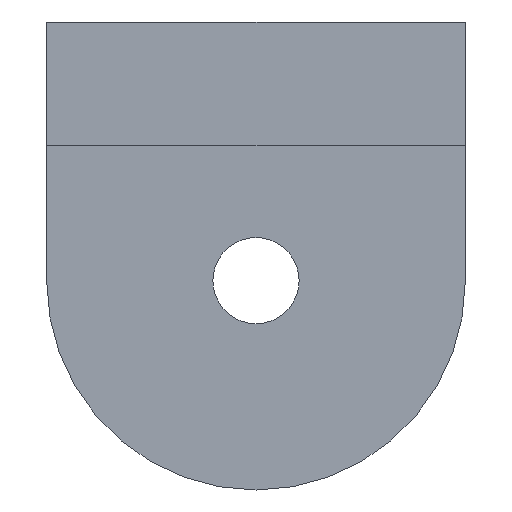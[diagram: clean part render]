
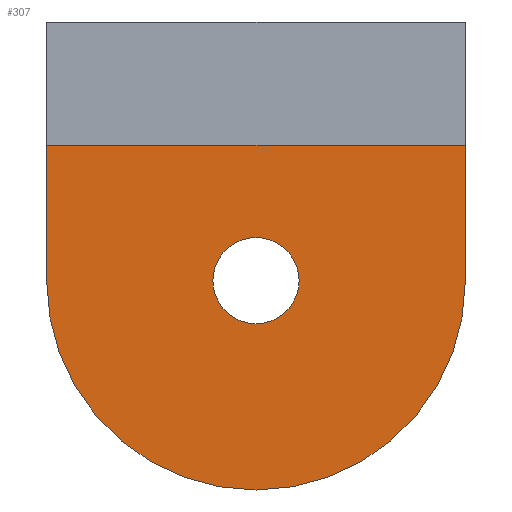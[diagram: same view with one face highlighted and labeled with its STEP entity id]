
A CAD part, left-side view. The second image highlights one B-rep face of the part: STEP entity #307.
In plain terms, the highlighted planar face has unit normal (-1, 0, 0).
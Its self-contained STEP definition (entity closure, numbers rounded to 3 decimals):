
#33 = VERTEX_POINT('',#34);
#34 = CARTESIAN_POINT('',(-82.108,-122.61,-155.));
#43 = CYLINDRICAL_SURFACE('',#44,8.5);
#44 = AXIS2_PLACEMENT_3D('',#45,#46,#47);
#45 = CARTESIAN_POINT('',(-82.108,-114.11,-155.));
#46 = DIRECTION('',(-1.,-0.,-0.));
#47 = DIRECTION('',(0.,1.,0.));
#55 = PLANE('',#56);
#56 = AXIS2_PLACEMENT_3D('',#57,#58,#59);
#57 = CARTESIAN_POINT('',(-82.108,-122.61,-155.));
#58 = DIRECTION('',(0.,-1.,0.));
#59 = DIRECTION('',(0.,0.,1.));
#97 = VERTEX_POINT('',#98);
#98 = CARTESIAN_POINT('',(-82.108,-105.61,-155.));
#112 = PLANE('',#113);
#113 = AXIS2_PLACEMENT_3D('',#114,#115,#116);
#114 = CARTESIAN_POINT('',(-82.108,-105.61,-149.5));
#115 = DIRECTION('',(0.,1.,0.));
#116 = DIRECTION('',(0.,0.,-1.));
#124 = EDGE_CURVE('',#33,#97,#125,.T.);
#125 = SURFACE_CURVE('',#126,(#131,#138),.PCURVE_S1.);
#126 = CIRCLE('',#127,8.5);
#127 = AXIS2_PLACEMENT_3D('',#128,#129,#130);
#128 = CARTESIAN_POINT('',(-82.108,-114.11,-155.));
#129 = DIRECTION('',(1.,0.,0.));
#130 = DIRECTION('',(0.,1.,0.));
#131 = PCURVE('',#43,#132);
#132 = DEFINITIONAL_REPRESENTATION('',(#133),#137);
#133 = LINE('',#134,#135);
#134 = CARTESIAN_POINT('',(-0.,0.));
#135 = VECTOR('',#136,1.);
#136 = DIRECTION('',(-1.,0.));
#137 = ( GEOMETRIC_REPRESENTATION_CONTEXT(2) 
PARAMETRIC_REPRESENTATION_CONTEXT() REPRESENTATION_CONTEXT('2D SPACE',''
  ) );
#138 = PCURVE('',#139,#144);
#139 = PLANE('',#140);
#140 = AXIS2_PLACEMENT_3D('',#141,#142,#143);
#141 = CARTESIAN_POINT('',(-82.108,-114.11,-155.026));
#142 = DIRECTION('',(1.,0.,0.));
#143 = DIRECTION('',(0.,0.,1.));
#144 = DEFINITIONAL_REPRESENTATION('',(#145),#149);
#145 = CIRCLE('',#146,8.5);
#146 = AXIS2_PLACEMENT_2D('',#147,#148);
#147 = CARTESIAN_POINT('',(0.026,0.));
#148 = DIRECTION('',(0.,-1.));
#149 = ( GEOMETRIC_REPRESENTATION_CONTEXT(2) 
PARAMETRIC_REPRESENTATION_CONTEXT() REPRESENTATION_CONTEXT('2D SPACE',''
  ) );
#184 = VERTEX_POINT('',#185);
#185 = CARTESIAN_POINT('',(-82.108,-122.61,-149.5));
#199 = PLANE('',#200);
#200 = AXIS2_PLACEMENT_3D('',#201,#202,#203);
#201 = CARTESIAN_POINT('',(-82.108,-122.61,-149.5));
#202 = DIRECTION('',(0.,0.,1.));
#203 = DIRECTION('',(0.,1.,0.));
#211 = EDGE_CURVE('',#33,#184,#212,.T.);
#212 = SURFACE_CURVE('',#213,(#217,#224),.PCURVE_S1.);
#213 = LINE('',#214,#215);
#214 = CARTESIAN_POINT('',(-82.108,-122.61,-155.));
#215 = VECTOR('',#216,1.);
#216 = DIRECTION('',(0.,0.,1.));
#217 = PCURVE('',#55,#218);
#218 = DEFINITIONAL_REPRESENTATION('',(#219),#223);
#219 = LINE('',#220,#221);
#220 = CARTESIAN_POINT('',(0.,0.));
#221 = VECTOR('',#222,1.);
#222 = DIRECTION('',(1.,0.));
#223 = ( GEOMETRIC_REPRESENTATION_CONTEXT(2) 
PARAMETRIC_REPRESENTATION_CONTEXT() REPRESENTATION_CONTEXT('2D SPACE',''
  ) );
#224 = PCURVE('',#139,#225);
#225 = DEFINITIONAL_REPRESENTATION('',(#226),#230);
#226 = LINE('',#227,#228);
#227 = CARTESIAN_POINT('',(0.026,8.5));
#228 = VECTOR('',#229,1.);
#229 = DIRECTION('',(1.,0.));
#230 = ( GEOMETRIC_REPRESENTATION_CONTEXT(2) 
PARAMETRIC_REPRESENTATION_CONTEXT() REPRESENTATION_CONTEXT('2D SPACE',''
  ) );
#236 = VERTEX_POINT('',#237);
#237 = CARTESIAN_POINT('',(-82.108,-105.61,-149.5));
#287 = EDGE_CURVE('',#236,#97,#288,.T.);
#288 = SURFACE_CURVE('',#289,(#293,#300),.PCURVE_S1.);
#289 = LINE('',#290,#291);
#290 = CARTESIAN_POINT('',(-82.108,-105.61,-149.5));
#291 = VECTOR('',#292,1.);
#292 = DIRECTION('',(0.,0.,-1.));
#293 = PCURVE('',#112,#294);
#294 = DEFINITIONAL_REPRESENTATION('',(#295),#299);
#295 = LINE('',#296,#297);
#296 = CARTESIAN_POINT('',(0.,0.));
#297 = VECTOR('',#298,1.);
#298 = DIRECTION('',(1.,-0.));
#299 = ( GEOMETRIC_REPRESENTATION_CONTEXT(2) 
PARAMETRIC_REPRESENTATION_CONTEXT() REPRESENTATION_CONTEXT('2D SPACE',''
  ) );
#300 = PCURVE('',#139,#301);
#301 = DEFINITIONAL_REPRESENTATION('',(#302),#306);
#302 = LINE('',#303,#304);
#303 = CARTESIAN_POINT('',(5.526,-8.5));
#304 = VECTOR('',#305,1.);
#305 = DIRECTION('',(-1.,0.));
#306 = ( GEOMETRIC_REPRESENTATION_CONTEXT(2) 
PARAMETRIC_REPRESENTATION_CONTEXT() REPRESENTATION_CONTEXT('2D SPACE',''
  ) );
#307 = ADVANCED_FACE('',(#308,#334),#139,.F.);
#308 = FACE_BOUND('',#309,.F.);
#309 = EDGE_LOOP('',(#310,#311,#312,#333));
#310 = ORIENTED_EDGE('',*,*,#124,.T.);
#311 = ORIENTED_EDGE('',*,*,#287,.F.);
#312 = ORIENTED_EDGE('',*,*,#313,.F.);
#313 = EDGE_CURVE('',#184,#236,#314,.T.);
#314 = SURFACE_CURVE('',#315,(#319,#326),.PCURVE_S1.);
#315 = LINE('',#316,#317);
#316 = CARTESIAN_POINT('',(-82.108,-122.61,-149.5));
#317 = VECTOR('',#318,1.);
#318 = DIRECTION('',(0.,1.,0.));
#319 = PCURVE('',#139,#320);
#320 = DEFINITIONAL_REPRESENTATION('',(#321),#325);
#321 = LINE('',#322,#323);
#322 = CARTESIAN_POINT('',(5.526,8.5));
#323 = VECTOR('',#324,1.);
#324 = DIRECTION('',(0.,-1.));
#325 = ( GEOMETRIC_REPRESENTATION_CONTEXT(2) 
PARAMETRIC_REPRESENTATION_CONTEXT() REPRESENTATION_CONTEXT('2D SPACE',''
  ) );
#326 = PCURVE('',#199,#327);
#327 = DEFINITIONAL_REPRESENTATION('',(#328),#332);
#328 = LINE('',#329,#330);
#329 = CARTESIAN_POINT('',(0.,0.));
#330 = VECTOR('',#331,1.);
#331 = DIRECTION('',(1.,0.));
#332 = ( GEOMETRIC_REPRESENTATION_CONTEXT(2) 
PARAMETRIC_REPRESENTATION_CONTEXT() REPRESENTATION_CONTEXT('2D SPACE',''
  ) );
#333 = ORIENTED_EDGE('',*,*,#211,.F.);
#334 = FACE_BOUND('',#335,.F.);
#335 = EDGE_LOOP('',(#336));
#336 = ORIENTED_EDGE('',*,*,#337,.F.);
#337 = EDGE_CURVE('',#338,#338,#340,.T.);
#338 = VERTEX_POINT('',#339);
#339 = CARTESIAN_POINT('',(-82.108,-112.36,-155.));
#340 = SURFACE_CURVE('',#341,(#346,#353),.PCURVE_S1.);
#341 = CIRCLE('',#342,1.75);
#342 = AXIS2_PLACEMENT_3D('',#343,#344,#345);
#343 = CARTESIAN_POINT('',(-82.108,-114.11,-155.));
#344 = DIRECTION('',(1.,0.,0.));
#345 = DIRECTION('',(0.,1.,0.));
#346 = PCURVE('',#139,#347);
#347 = DEFINITIONAL_REPRESENTATION('',(#348),#352);
#348 = CIRCLE('',#349,1.75);
#349 = AXIS2_PLACEMENT_2D('',#350,#351);
#350 = CARTESIAN_POINT('',(0.026,0.));
#351 = DIRECTION('',(0.,-1.));
#352 = ( GEOMETRIC_REPRESENTATION_CONTEXT(2) 
PARAMETRIC_REPRESENTATION_CONTEXT() REPRESENTATION_CONTEXT('2D SPACE',''
  ) );
#353 = PCURVE('',#354,#359);
#354 = CYLINDRICAL_SURFACE('',#355,1.75);
#355 = AXIS2_PLACEMENT_3D('',#356,#357,#358);
#356 = CARTESIAN_POINT('',(-82.108,-114.11,-155.));
#357 = DIRECTION('',(-1.,-0.,-0.));
#358 = DIRECTION('',(0.,1.,0.));
#359 = DEFINITIONAL_REPRESENTATION('',(#360),#364);
#360 = LINE('',#361,#362);
#361 = CARTESIAN_POINT('',(-0.,0.));
#362 = VECTOR('',#363,1.);
#363 = DIRECTION('',(-1.,0.));
#364 = ( GEOMETRIC_REPRESENTATION_CONTEXT(2) 
PARAMETRIC_REPRESENTATION_CONTEXT() REPRESENTATION_CONTEXT('2D SPACE',''
  ) );
